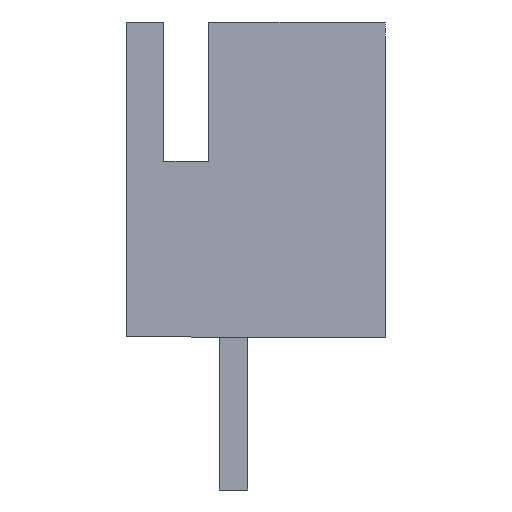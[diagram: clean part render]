
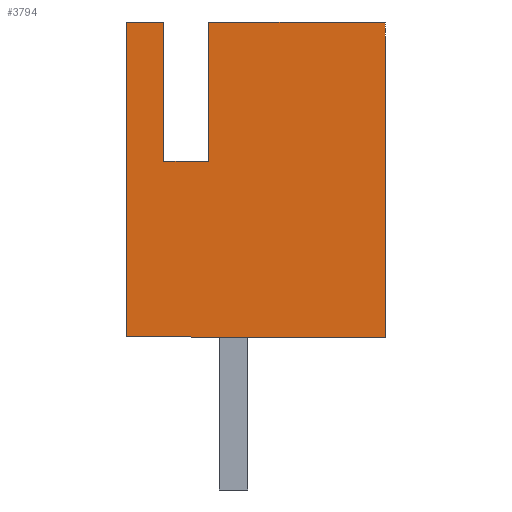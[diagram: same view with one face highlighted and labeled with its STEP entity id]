
A CAD part, left-side view. The second image highlights one B-rep face of the part: STEP entity #3794.
In plain terms, the highlighted planar face has unit normal (-1, 0, 0).
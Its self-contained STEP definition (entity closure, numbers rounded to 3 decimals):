
#72 = PLANE('',#73);
#73 = AXIS2_PLACEMENT_3D('',#74,#75,#76);
#74 = CARTESIAN_POINT('',(-2.45,2.375,0.));
#75 = DIRECTION('',(0.,0.,1.));
#76 = DIRECTION('',(0.,1.,0.));
#888 = VERTEX_POINT('',#889);
#889 = CARTESIAN_POINT('',(-2.45,-3.375,0.));
#903 = PLANE('',#904);
#904 = AXIS2_PLACEMENT_3D('',#905,#906,#907);
#905 = CARTESIAN_POINT('',(-2.45,-3.375,0.));
#906 = DIRECTION('',(0.,1.,0.));
#907 = DIRECTION('',(-1.,0.,0.));
#915 = EDGE_CURVE('',#916,#888,#918,.T.);
#916 = VERTEX_POINT('',#917);
#917 = CARTESIAN_POINT('',(-2.45,2.375,0.));
#918 = SURFACE_CURVE('',#919,(#923,#930),.PCURVE_S1.);
#919 = LINE('',#920,#921);
#920 = CARTESIAN_POINT('',(-2.45,2.375,0.));
#921 = VECTOR('',#922,1.);
#922 = DIRECTION('',(0.,-1.,0.));
#923 = PCURVE('',#72,#924);
#924 = DEFINITIONAL_REPRESENTATION('',(#925),#929);
#925 = LINE('',#926,#927);
#926 = CARTESIAN_POINT('',(0.,0.));
#927 = VECTOR('',#928,1.);
#928 = DIRECTION('',(-1.,0.));
#929 = ( GEOMETRIC_REPRESENTATION_CONTEXT(2) 
PARAMETRIC_REPRESENTATION_CONTEXT() REPRESENTATION_CONTEXT('2D SPACE',''
  ) );
#930 = PCURVE('',#931,#936);
#931 = PLANE('',#932);
#932 = AXIS2_PLACEMENT_3D('',#933,#934,#935);
#933 = CARTESIAN_POINT('',(-2.45,2.375,7.));
#934 = DIRECTION('',(1.,0.,0.));
#935 = DIRECTION('',(0.,1.,0.));
#936 = DEFINITIONAL_REPRESENTATION('',(#937),#941);
#937 = LINE('',#938,#939);
#938 = CARTESIAN_POINT('',(0.,-7.));
#939 = VECTOR('',#940,1.);
#940 = DIRECTION('',(-1.,0.));
#941 = ( GEOMETRIC_REPRESENTATION_CONTEXT(2) 
PARAMETRIC_REPRESENTATION_CONTEXT() REPRESENTATION_CONTEXT('2D SPACE',''
  ) );
#957 = PLANE('',#958);
#958 = AXIS2_PLACEMENT_3D('',#959,#960,#961);
#959 = CARTESIAN_POINT('',(-2.45,2.375,0.));
#960 = DIRECTION('',(0.,-1.,0.));
#961 = DIRECTION('',(1.,0.,0.));
#2040 = VERTEX_POINT('',#2041);
#2041 = CARTESIAN_POINT('',(-2.45,-3.375,7.));
#2055 = PLANE('',#2056);
#2056 = AXIS2_PLACEMENT_3D('',#2057,#2058,#2059);
#2057 = CARTESIAN_POINT('',(-2.45,0.55,7.));
#2058 = DIRECTION('',(0.,0.,-1.));
#2059 = DIRECTION('',(0.,-1.,0.));
#2067 = EDGE_CURVE('',#888,#2040,#2068,.T.);
#2068 = SURFACE_CURVE('',#2069,(#2073,#2080),.PCURVE_S1.);
#2069 = LINE('',#2070,#2071);
#2070 = CARTESIAN_POINT('',(-2.45,-3.375,0.));
#2071 = VECTOR('',#2072,1.);
#2072 = DIRECTION('',(0.,0.,1.));
#2073 = PCURVE('',#903,#2074);
#2074 = DEFINITIONAL_REPRESENTATION('',(#2075),#2079);
#2075 = LINE('',#2076,#2077);
#2076 = CARTESIAN_POINT('',(0.,0.));
#2077 = VECTOR('',#2078,1.);
#2078 = DIRECTION('',(0.,1.));
#2079 = ( GEOMETRIC_REPRESENTATION_CONTEXT(2) 
PARAMETRIC_REPRESENTATION_CONTEXT() REPRESENTATION_CONTEXT('2D SPACE',''
  ) );
#2080 = PCURVE('',#931,#2081);
#2081 = DEFINITIONAL_REPRESENTATION('',(#2082),#2086);
#2082 = LINE('',#2083,#2084);
#2083 = CARTESIAN_POINT('',(-5.75,-7.));
#2084 = VECTOR('',#2085,1.);
#2085 = DIRECTION('',(0.,1.));
#2086 = ( GEOMETRIC_REPRESENTATION_CONTEXT(2) 
PARAMETRIC_REPRESENTATION_CONTEXT() REPRESENTATION_CONTEXT('2D SPACE',''
  ) );
#2794 = VERTEX_POINT('',#2795);
#2795 = CARTESIAN_POINT('',(-2.45,2.375,7.));
#2811 = PLANE('',#2812);
#2812 = AXIS2_PLACEMENT_3D('',#2813,#2814,#2815);
#2813 = CARTESIAN_POINT('',(-2.45,2.375,7.));
#2814 = DIRECTION('',(0.,0.,-1.));
#2815 = DIRECTION('',(0.,-1.,0.));
#3069 = EDGE_CURVE('',#2794,#916,#3070,.T.);
#3070 = SURFACE_CURVE('',#3071,(#3075,#3082),.PCURVE_S1.);
#3071 = LINE('',#3072,#3073);
#3072 = CARTESIAN_POINT('',(-2.45,2.375,0.));
#3073 = VECTOR('',#3074,1.);
#3074 = DIRECTION('',(0.,0.,-1.));
#3075 = PCURVE('',#957,#3076);
#3076 = DEFINITIONAL_REPRESENTATION('',(#3077),#3081);
#3077 = LINE('',#3078,#3079);
#3078 = CARTESIAN_POINT('',(0.,0.));
#3079 = VECTOR('',#3080,1.);
#3080 = DIRECTION('',(0.,-1.));
#3081 = ( GEOMETRIC_REPRESENTATION_CONTEXT(2) 
PARAMETRIC_REPRESENTATION_CONTEXT() REPRESENTATION_CONTEXT('2D SPACE',''
  ) );
#3082 = PCURVE('',#931,#3083);
#3083 = DEFINITIONAL_REPRESENTATION('',(#3084),#3088);
#3084 = LINE('',#3085,#3086);
#3085 = CARTESIAN_POINT('',(0.,-7.));
#3086 = VECTOR('',#3087,1.);
#3087 = DIRECTION('',(0.,-1.));
#3088 = ( GEOMETRIC_REPRESENTATION_CONTEXT(2) 
PARAMETRIC_REPRESENTATION_CONTEXT() REPRESENTATION_CONTEXT('2D SPACE',''
  ) );
#3133 = PLANE('',#3134);
#3134 = AXIS2_PLACEMENT_3D('',#3135,#3136,#3137);
#3135 = CARTESIAN_POINT('',(-2.45,1.55,7.));
#3136 = DIRECTION('',(0.,1.,0.));
#3137 = DIRECTION('',(0.,0.,-1.));
#3794 = ADVANCED_FACE('',(#3795),#931,.F.);
#3795 = FACE_BOUND('',#3796,.T.);
#3796 = EDGE_LOOP('',(#3797,#3798,#3799,#3800,#3823,#3851,#3879,#3902));
#3797 = ORIENTED_EDGE('',*,*,#3069,.T.);
#3798 = ORIENTED_EDGE('',*,*,#915,.T.);
#3799 = ORIENTED_EDGE('',*,*,#2067,.T.);
#3800 = ORIENTED_EDGE('',*,*,#3801,.T.);
#3801 = EDGE_CURVE('',#2040,#3802,#3804,.T.);
#3802 = VERTEX_POINT('',#3803);
#3803 = CARTESIAN_POINT('',(-2.45,0.55,7.));
#3804 = SURFACE_CURVE('',#3805,(#3809,#3816),.PCURVE_S1.);
#3805 = LINE('',#3806,#3807);
#3806 = CARTESIAN_POINT('',(-2.45,0.55,7.));
#3807 = VECTOR('',#3808,1.);
#3808 = DIRECTION('',(0.,1.,0.));
#3809 = PCURVE('',#931,#3810);
#3810 = DEFINITIONAL_REPRESENTATION('',(#3811),#3815);
#3811 = LINE('',#3812,#3813);
#3812 = CARTESIAN_POINT('',(-1.825,0.));
#3813 = VECTOR('',#3814,1.);
#3814 = DIRECTION('',(1.,0.));
#3815 = ( GEOMETRIC_REPRESENTATION_CONTEXT(2) 
PARAMETRIC_REPRESENTATION_CONTEXT() REPRESENTATION_CONTEXT('2D SPACE',''
  ) );
#3816 = PCURVE('',#2055,#3817);
#3817 = DEFINITIONAL_REPRESENTATION('',(#3818),#3822);
#3818 = LINE('',#3819,#3820);
#3819 = CARTESIAN_POINT('',(0.,0.));
#3820 = VECTOR('',#3821,1.);
#3821 = DIRECTION('',(-1.,0.));
#3822 = ( GEOMETRIC_REPRESENTATION_CONTEXT(2) 
PARAMETRIC_REPRESENTATION_CONTEXT() REPRESENTATION_CONTEXT('2D SPACE',''
  ) );
#3823 = ORIENTED_EDGE('',*,*,#3824,.T.);
#3824 = EDGE_CURVE('',#3802,#3825,#3827,.T.);
#3825 = VERTEX_POINT('',#3826);
#3826 = CARTESIAN_POINT('',(-2.45,0.55,3.9));
#3827 = SURFACE_CURVE('',#3828,(#3832,#3839),.PCURVE_S1.);
#3828 = LINE('',#3829,#3830);
#3829 = CARTESIAN_POINT('',(-2.45,0.55,3.9));
#3830 = VECTOR('',#3831,1.);
#3831 = DIRECTION('',(0.,0.,-1.));
#3832 = PCURVE('',#931,#3833);
#3833 = DEFINITIONAL_REPRESENTATION('',(#3834),#3838);
#3834 = LINE('',#3835,#3836);
#3835 = CARTESIAN_POINT('',(-1.825,-3.1));
#3836 = VECTOR('',#3837,1.);
#3837 = DIRECTION('',(0.,-1.));
#3838 = ( GEOMETRIC_REPRESENTATION_CONTEXT(2) 
PARAMETRIC_REPRESENTATION_CONTEXT() REPRESENTATION_CONTEXT('2D SPACE',''
  ) );
#3839 = PCURVE('',#3840,#3845);
#3840 = PLANE('',#3841);
#3841 = AXIS2_PLACEMENT_3D('',#3842,#3843,#3844);
#3842 = CARTESIAN_POINT('',(-2.45,0.55,3.9));
#3843 = DIRECTION('',(0.,-1.,0.));
#3844 = DIRECTION('',(1.,0.,0.));
#3845 = DEFINITIONAL_REPRESENTATION('',(#3846),#3850);
#3846 = LINE('',#3847,#3848);
#3847 = CARTESIAN_POINT('',(0.,0.));
#3848 = VECTOR('',#3849,1.);
#3849 = DIRECTION('',(0.,-1.));
#3850 = ( GEOMETRIC_REPRESENTATION_CONTEXT(2) 
PARAMETRIC_REPRESENTATION_CONTEXT() REPRESENTATION_CONTEXT('2D SPACE',''
  ) );
#3851 = ORIENTED_EDGE('',*,*,#3852,.T.);
#3852 = EDGE_CURVE('',#3825,#3853,#3855,.T.);
#3853 = VERTEX_POINT('',#3854);
#3854 = CARTESIAN_POINT('',(-2.45,1.55,3.9));
#3855 = SURFACE_CURVE('',#3856,(#3860,#3867),.PCURVE_S1.);
#3856 = LINE('',#3857,#3858);
#3857 = CARTESIAN_POINT('',(-2.45,1.55,3.9));
#3858 = VECTOR('',#3859,1.);
#3859 = DIRECTION('',(0.,1.,0.));
#3860 = PCURVE('',#931,#3861);
#3861 = DEFINITIONAL_REPRESENTATION('',(#3862),#3866);
#3862 = LINE('',#3863,#3864);
#3863 = CARTESIAN_POINT('',(-0.825,-3.1));
#3864 = VECTOR('',#3865,1.);
#3865 = DIRECTION('',(1.,0.));
#3866 = ( GEOMETRIC_REPRESENTATION_CONTEXT(2) 
PARAMETRIC_REPRESENTATION_CONTEXT() REPRESENTATION_CONTEXT('2D SPACE',''
  ) );
#3867 = PCURVE('',#3868,#3873);
#3868 = PLANE('',#3869);
#3869 = AXIS2_PLACEMENT_3D('',#3870,#3871,#3872);
#3870 = CARTESIAN_POINT('',(-2.45,1.55,3.9));
#3871 = DIRECTION('',(0.,0.,-1.));
#3872 = DIRECTION('',(0.,-1.,0.));
#3873 = DEFINITIONAL_REPRESENTATION('',(#3874),#3878);
#3874 = LINE('',#3875,#3876);
#3875 = CARTESIAN_POINT('',(0.,0.));
#3876 = VECTOR('',#3877,1.);
#3877 = DIRECTION('',(-1.,0.));
#3878 = ( GEOMETRIC_REPRESENTATION_CONTEXT(2) 
PARAMETRIC_REPRESENTATION_CONTEXT() REPRESENTATION_CONTEXT('2D SPACE',''
  ) );
#3879 = ORIENTED_EDGE('',*,*,#3880,.T.);
#3880 = EDGE_CURVE('',#3853,#3881,#3883,.T.);
#3881 = VERTEX_POINT('',#3882);
#3882 = CARTESIAN_POINT('',(-2.45,1.55,7.));
#3883 = SURFACE_CURVE('',#3884,(#3888,#3895),.PCURVE_S1.);
#3884 = LINE('',#3885,#3886);
#3885 = CARTESIAN_POINT('',(-2.45,1.55,7.));
#3886 = VECTOR('',#3887,1.);
#3887 = DIRECTION('',(0.,0.,1.));
#3888 = PCURVE('',#931,#3889);
#3889 = DEFINITIONAL_REPRESENTATION('',(#3890),#3894);
#3890 = LINE('',#3891,#3892);
#3891 = CARTESIAN_POINT('',(-0.825,0.));
#3892 = VECTOR('',#3893,1.);
#3893 = DIRECTION('',(0.,1.));
#3894 = ( GEOMETRIC_REPRESENTATION_CONTEXT(2) 
PARAMETRIC_REPRESENTATION_CONTEXT() REPRESENTATION_CONTEXT('2D SPACE',''
  ) );
#3895 = PCURVE('',#3133,#3896);
#3896 = DEFINITIONAL_REPRESENTATION('',(#3897),#3901);
#3897 = LINE('',#3898,#3899);
#3898 = CARTESIAN_POINT('',(0.,0.));
#3899 = VECTOR('',#3900,1.);
#3900 = DIRECTION('',(-1.,0.));
#3901 = ( GEOMETRIC_REPRESENTATION_CONTEXT(2) 
PARAMETRIC_REPRESENTATION_CONTEXT() REPRESENTATION_CONTEXT('2D SPACE',''
  ) );
#3902 = ORIENTED_EDGE('',*,*,#3903,.T.);
#3903 = EDGE_CURVE('',#3881,#2794,#3904,.T.);
#3904 = SURFACE_CURVE('',#3905,(#3909,#3916),.PCURVE_S1.);
#3905 = LINE('',#3906,#3907);
#3906 = CARTESIAN_POINT('',(-2.45,2.375,7.));
#3907 = VECTOR('',#3908,1.);
#3908 = DIRECTION('',(0.,1.,0.));
#3909 = PCURVE('',#931,#3910);
#3910 = DEFINITIONAL_REPRESENTATION('',(#3911),#3915);
#3911 = LINE('',#3912,#3913);
#3912 = CARTESIAN_POINT('',(0.,0.));
#3913 = VECTOR('',#3914,1.);
#3914 = DIRECTION('',(1.,0.));
#3915 = ( GEOMETRIC_REPRESENTATION_CONTEXT(2) 
PARAMETRIC_REPRESENTATION_CONTEXT() REPRESENTATION_CONTEXT('2D SPACE',''
  ) );
#3916 = PCURVE('',#2811,#3917);
#3917 = DEFINITIONAL_REPRESENTATION('',(#3918),#3922);
#3918 = LINE('',#3919,#3920);
#3919 = CARTESIAN_POINT('',(0.,0.));
#3920 = VECTOR('',#3921,1.);
#3921 = DIRECTION('',(-1.,0.));
#3922 = ( GEOMETRIC_REPRESENTATION_CONTEXT(2) 
PARAMETRIC_REPRESENTATION_CONTEXT() REPRESENTATION_CONTEXT('2D SPACE',''
  ) );
